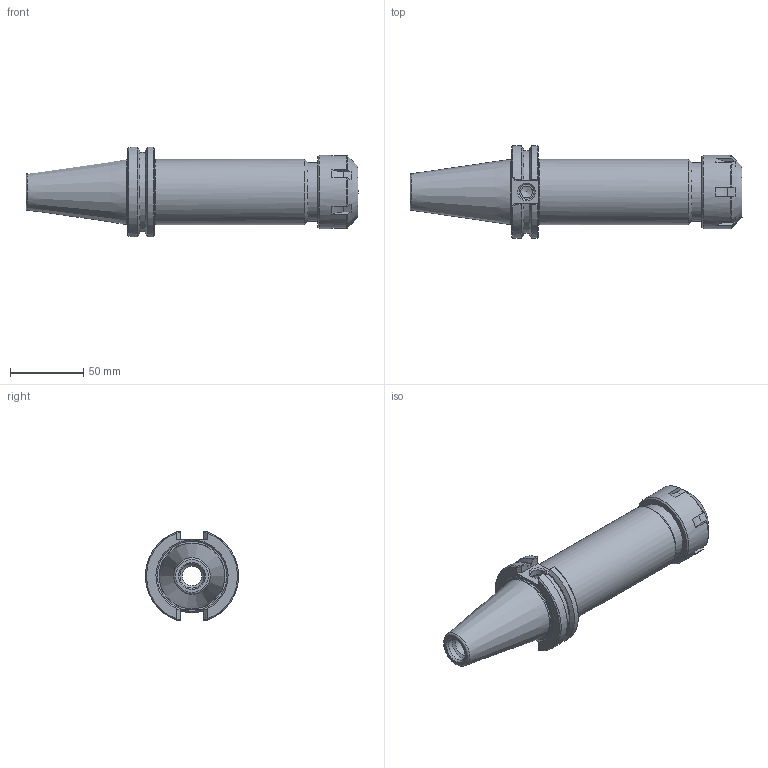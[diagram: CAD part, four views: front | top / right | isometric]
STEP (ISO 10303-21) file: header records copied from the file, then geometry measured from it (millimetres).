
FILE_DESCRIPTION((''),'2;1');
FILE_NAME('C40F-32ERC622.iam.stp','2014-07-08T09:15:03',(''),(''),'Autodesk Inventor 2012','Autodesk Inventor 2012','');
FILE_SCHEMA(('AUTOMOTIVE_DESIGN { 1 0 10303 214 1 1 1 1 }'));
Length unit declared in the file: inch
Products named in the file (3): C40F-32ERC622; C40F-32ER6-1; 32ERCN
Assembly tree (2 placements, depth 2):
  C40F-32ERC622
    C40F-32ER6-1
    32ERCN
Bounding box: 226.25 x 63.28 x 61.11 mm (x, y, z)
Volume: 260595.2 mm3; surface area: 54289.9 mm2
Topology: 2 solids, 2 shells, 121 faces, 325 edges, 213 vertices
Faces by surface type: plane 56, cylinder 27, cone 25, torus 9, bspline 4
Full cylindrical faces by diameter (mm): 8 x1, 10.135 x1, 13.386 x1, 16.459 x1, 18.923 x1, 23.495 x1, 27 x1, 33 x1, 38.65 x1, 40 x1, 41 x1, 43.942 x1, 44.45 x1, 50 x1
Entity records: 4484 total; most frequent: CARTESIAN_POINT 1615, ORIENTED_EDGE 568, DIRECTION 523, EDGE_CURVE 284, AXIS2_PLACEMENT_3D 212, VERTEX_POINT 205, EDGE_LOOP 163, FACE_OUTER_BOUND 121
